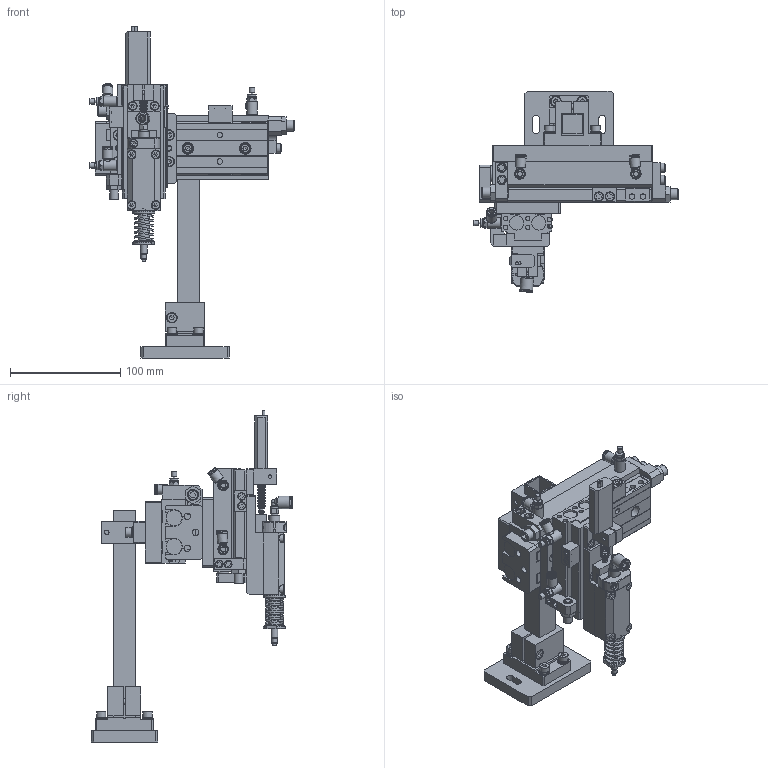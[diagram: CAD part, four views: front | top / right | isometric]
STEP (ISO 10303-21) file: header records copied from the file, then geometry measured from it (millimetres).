
FILE_DESCRIPTION((''),'2;1');
FILE_NAME('unit4.stp','2010-03-11T16:58:25',(''),(''),'Autodesk Inventor 2008','Autodesk Inventor 2008','');
FILE_SCHEMA(('AUTOMOTIVE_DESIGN { 1 0 10303 214 1 1 1 1 }'));
Length unit declared in the file: millimetre
Products named in the file (58): unit4; 01; 02; 03; 04; 05; 06; 07; MXQ16-75A-M9B; MXQ16-75A-M9B.step_ExtensionEnd_16A; MXQ16-75A-M9B.step_Stopper_A_B_C_16A; MXQ16-75A-M9B.step_MXQTables_16-75; MXQ16-75A-M9B.step_A9+F9_M9B; MXQ16-75A-M9B.step_F9_M9B; MXQ16-75A-M9B.step_TableMounting_16A; MXQ16-75A-M9B.step_MXQ3149Tube_16-75; MXQ16-75A-M9B.step_RetractionEnd_16A; MXQ12-40AS-M9B; MXQ12-40AS-M9B.step_A9+F9_M9B; MXQ12-40AS-M9B.step_F9_M9B; MXQ12-40AS-M9B.step_ExtensionEnd_12A; MXQ12-40AS-M9B.step_Stopper_A_B_C_12A; MXQ12-40AS-M9B.step_TableMounting_12A; MXQ12-40AS-M9B.step_MXQ3149Tube_12-40; MXQ12-40AS-M9B.step_MXQTables_12-40; AS1201F-M5-04; KJL06-M5; GT-H10; PSCKNK10-10; NONE; NONEA; MHCAW10; WSSM20-10-3; SWU17-30; PSPWR10_100_M5_N6_SC10; CLQAM20; CBM5-18; CLTQAM20; STAQ20-200; CBM4-6 ...
Assembly tree (99 placements, depth 4):
  unit4
    01
    02
    03
    04
    05
    06
    07
    MXQ16-75A-M9B
      MXQ16-75A-M9B.step_ExtensionEnd_16A
        MXQ16-75A-M9B.step_ExtensionEnd_16A
        MXQ16-75A-M9B.step_Stopper_A_B_C_16A
      MXQ16-75A-M9B.step_MXQTables_16-75
      MXQ16-75A-M9B.step_A9+F9_M9B  x2
        MXQ16-75A-M9B.step_F9_M9B
      MXQ16-75A-M9B.step_TableMounting_16A
      MXQ16-75A-M9B.step_MXQ3149Tube_16-75
      MXQ16-75A-M9B.step_RetractionEnd_16A
        MXQ16-75A-M9B.step_Stopper_A_B_C_16A
        MXQ16-75A-M9B.step_RetractionEnd_16A
    MXQ12-40AS-M9B
      MXQ12-40AS-M9B.step_A9+F9_M9B  x2
        MXQ12-40AS-M9B.step_F9_M9B
      MXQ12-40AS-M9B.step_ExtensionEnd_12A
        MXQ12-40AS-M9B.step_Stopper_A_B_C_12A
        MXQ12-40AS-M9B.step_ExtensionEnd_12A
      MXQ12-40AS-M9B.step_TableMounting_12A
      MXQ12-40AS-M9B.step_MXQ3149Tube_12-40
      MXQ12-40AS-M9B.step_MXQTables_12-40
    AS1201F-M5-04  x4
    KJL06-M5
    GT-H10
    PSCKNK10-10
      NONE
      NONEA
    MHCAW10
    WSSM20-10-3
    SWU17-30
    PSPWR10_100_M5_N6_SC10
    CLQAM20
      CLQAM20
      CBM5-18
    CLTQAM20
      CLTQAM20
      CBM5-18
    STAQ20-200
    CBM4-6  x4
    CBM4-8  x2
    CBM4-10
    CBM4-15  x2
    CBM4-20  x6
    CBM5-10  x4
    CBM5-18  x6
    CBM5-30  x3
    SLW5  x6
    PWF5  x6
    MS4-10  x4
    MS5-10  x4
    worka
Bounding box: 185.5 x 182.51 x 300.85 mm (x, y, z)
Volume: 787580.8 mm3; surface area: 302846.4 mm2
Topology: 89 solids, 89 shells, 2136 faces, 4751 edges, 3019 vertices
Faces by surface type: plane 1397, cylinder 385, cone 190, bspline 123, torus 39, sphere 2
Full cylindrical faces by diameter (mm): 0.5 x8, 0.75 x8, 2 x16, 2.4 x1, 2.5 x2, 3 x1, 3.6 x1, 3.75 x2, 4 x46, 4.134 x1, 4.2 x3, 4.4 x1, 4.5 x1, 4.917 x1, 5 x59, 5.1 x3, 5.3 x6, 5.333 x1, 5.5 x4, 5.6 x1, 5.8 x1, 6 x14, 6.28 x1, 6.6 x4, 6.667 x2, 7 x26, 7.1 x4, 7.5 x1, 7.6 x5, 8 x7
Entity records: 41961 total; most frequent: CARTESIAN_POINT 8562, DIRECTION 6724, ORIENTED_EDGE 5712, EDGE_CURVE 2856, AXIS2_PLACEMENT_3D 2445, EDGE_LOOP 2186, VERTEX_POINT 2068, VECTOR 1834
